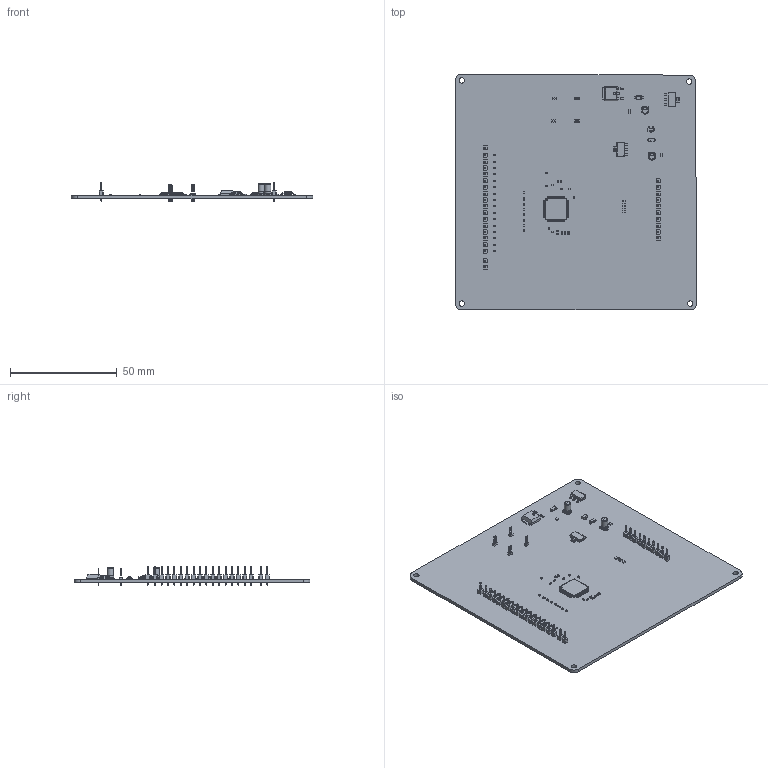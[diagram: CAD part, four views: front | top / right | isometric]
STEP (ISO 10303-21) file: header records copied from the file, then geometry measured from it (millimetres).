
FILE_DESCRIPTION(('KiCad electronic assembly'),'2;1');
FILE_NAME('PCB_Design.step','2025-11-06T15:40:11',('Pcbnew'),('Kicad'), 'Open CASCADE STEP processor 7.9','KiCad to STEP converter','Unknown' );
FILE_SCHEMA(('AUTOMOTIVE_DESIGN { 1 0 10303 214 1 1 1 1 }'));
Length unit declared in the file: millimetre
Products named in the file (14): PCB_Design 1; PinHeader_1x01_P2.00mm_Vertical; R_0402_1005Metric; C_0402_1005Metric; SOT-23; R_0603_1608Metric; D_SOD-123; PinHeader_1x02_P1.00mm_Vertical; SOT-223; CP_Elec_3x5.4; TQFP-64_10x10mm_P0.5mm; TO-252-2; PCB_Design 1.82.1; PCB_Design_PCB
Assembly tree (89 placements, depth 3):
  PCB_Design 1
    PinHeader_1x01_P2.00mm_Vertical  x29
    R_0402_1005Metric  x17
    C_0402_1005Metric  x22
    SOT-23
    R_0603_1608Metric  x6
    D_SOD-123  x2
    PinHeader_1x02_P1.00mm_Vertical  x4
    SOT-223  x2
    CP_Elec_3x5.4  x2
    TQFP-64_10x10mm_P0.5mm
    TO-252-2
      PCB_Design 1.82.1
    PCB_Design_PCB
Bounding box: 113 x 110.5 x 9 mm (x, y, z)
Volume: 19371.4 mm3; surface area: 27811.7 mm2
Topology: 92 solids, 92 shells, 3782 faces, 9627 edges, 6156 vertices
Faces by surface type: plane 2838, cylinder 842, bspline 92, torus 8, revolution 2
Full cylindrical faces by diameter (mm): 0.5 x8, 0.8 x29, 1 x1, 2.5 x4, 3 x4
Entity records: 60360 total; most frequent: CARTESIAN_POINT 8991, ORIENTED_EDGE 8161, DIRECTION 7875, EDGE_CURVE 4081, LINE 3170, VECTOR 3170, VERTEX_POINT 2594, AXIS2_PLACEMENT_3D 2352
